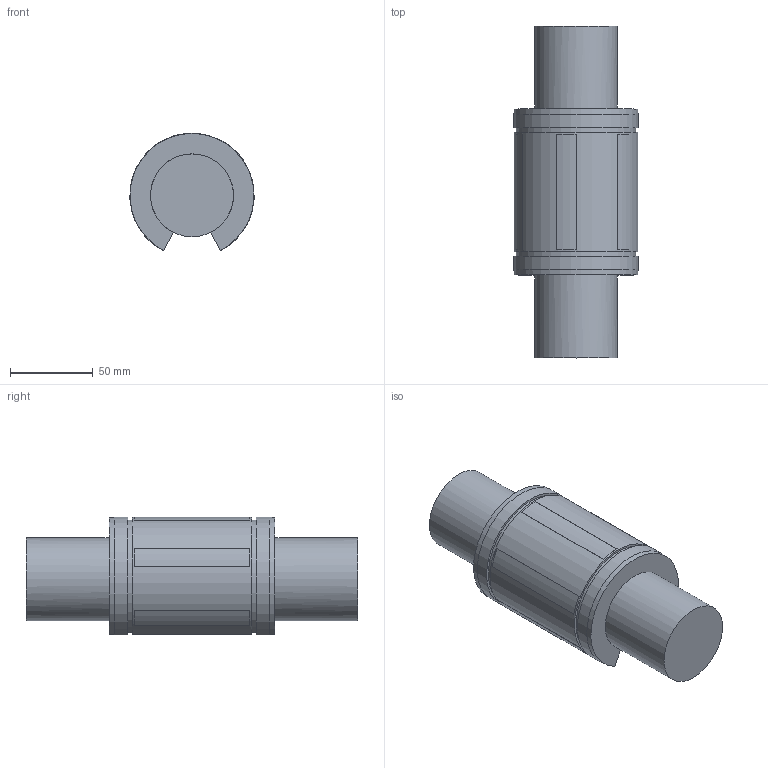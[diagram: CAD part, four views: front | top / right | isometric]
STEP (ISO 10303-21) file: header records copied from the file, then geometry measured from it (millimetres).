
FILE_DESCRIPTION((''),'2;1');
FILE_NAME('LMES50OP.stp','2013-02-14T08:12:14',('user2'),(''),'Autodesk Inventor 2012','Autodesk Inventor 2012','');
FILE_SCHEMA(('AUTOMOTIVE_DESIGN { 1 0 10303 214 1 1 1 1 }'));
Length unit declared in the file: millimetre
Products named in the file (1): LMES50OP
Bounding box: 74.84 x 200 x 70.9 mm (x, y, z)
Volume: 598044.1 mm3; surface area: 49726.2 mm2
Topology: 1 solids, 1 shells, 43 faces, 108 edges, 72 vertices
Faces by surface type: plane 30, cylinder 11, cone 2
Full cylindrical faces by diameter (mm): 50 x1
Entity records: 1318 total; most frequent: DIRECTION 228, CARTESIAN_POINT 218, ORIENTED_EDGE 208, EDGE_CURVE 104, AXIS2_PLACEMENT_3D 80, VERTEX_POINT 70, VECTOR 68, LINE 68
